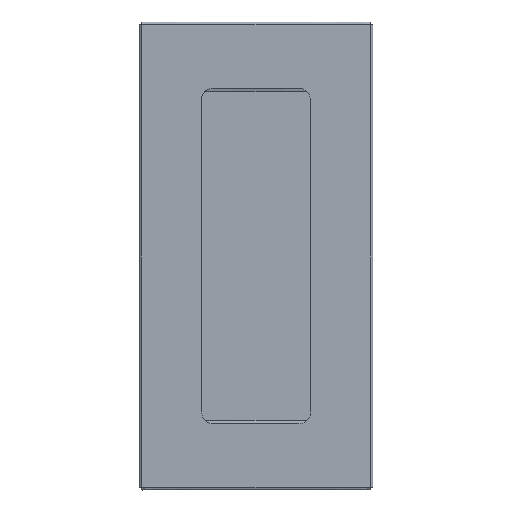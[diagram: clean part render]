
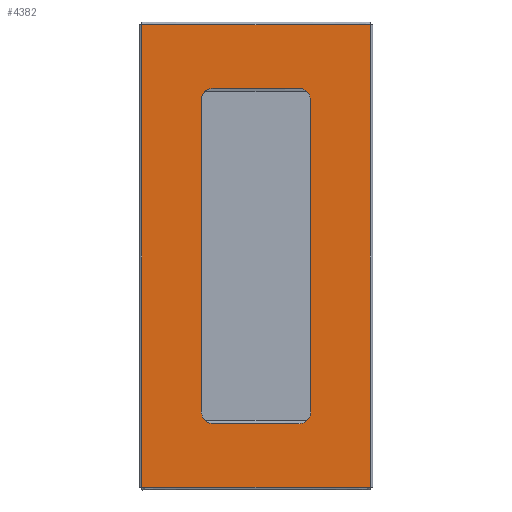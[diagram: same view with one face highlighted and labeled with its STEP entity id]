
A CAD part, front view. The second image highlights one B-rep face of the part: STEP entity #4382.
In plain terms, the highlighted free-form (B-spline) face has degree [1, 1] with [2, 2] control points.
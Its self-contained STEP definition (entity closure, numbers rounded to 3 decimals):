
#3356=CARTESIAN_POINT('',(-29.25,0.,59.25));
#3357=VERTEX_POINT('',#3356);
#3370=CARTESIAN_POINT('',(29.25,0.0,59.25));
#3371=VERTEX_POINT('',#3370);
#3372=CARTESIAN_POINT('',(-29.25,0.,59.25));
#3373=CARTESIAN_POINT('',(29.25,0.0,59.25));
#3374=QUASI_UNIFORM_CURVE('',1,(#3372,#3373),.UNSPECIFIED.,.F.,.U.);
#3375=EDGE_CURVE('',#3357,#3371,#3374,.T.);
#3479=CARTESIAN_POINT('',(29.25,0.,-59.25));
#3480=VERTEX_POINT('',#3479);
#3524=CARTESIAN_POINT('',(11.,0.0,43.));
#3525=VERTEX_POINT('',#3524);
#3526=CARTESIAN_POINT('',(-11.,0.0,43.));
#3527=VERTEX_POINT('',#3526);
#3528=CARTESIAN_POINT('',(11.,0.0,43.));
#3529=CARTESIAN_POINT('',(-11.,0.0,43.));
#3530=QUASI_UNIFORM_CURVE('',1,(#3528,#3529),.UNSPECIFIED.,.F.,.U.);
#3531=EDGE_CURVE('',#3525,#3527,#3530,.T.);
#3569=CARTESIAN_POINT('',(14.,0.0,40.));
#3570=VERTEX_POINT('',#3569);
#3571=CARTESIAN_POINT('',(14.,0.0,40.));
#3572=CARTESIAN_POINT('',(14.,0.0,40.27));
#3573=CARTESIAN_POINT('',(13.923,0.0,40.834));
#3574=CARTESIAN_POINT('',(13.612,0.0,41.538));
#3575=CARTESIAN_POINT('',(13.187,0.0,42.082));
#3576=CARTESIAN_POINT('',(12.664,0.0,42.533));
#3577=CARTESIAN_POINT('',(11.933,0.0,42.901));
#3578=CARTESIAN_POINT('',(11.319,0.0,43.));
#3579=CARTESIAN_POINT('',(11.,0.0,43.));
#3580=B_SPLINE_CURVE_WITH_KNOTS('',3,(#3571,#3572,#3573,#3574,#3575,#3576,#3577,#3578,#3579),.UNSPECIFIED.,.F.,.U.,(4,1,1,1,1,1,4),(0.,0.81,1.694,2.283,2.872,3.755,4.713),.UNSPECIFIED.);
#3581=EDGE_CURVE('',#3570,#3525,#3580,.T.);
#3611=CARTESIAN_POINT('',(14.,0.0,-40.));
#3612=VERTEX_POINT('',#3611);
#3613=CARTESIAN_POINT('',(14.,0.0,-40.));
#3614=CARTESIAN_POINT('',(14.,0.0,40.));
#3615=QUASI_UNIFORM_CURVE('',1,(#3613,#3614),.UNSPECIFIED.,.F.,.U.);
#3616=EDGE_CURVE('',#3612,#3570,#3615,.T.);
#3648=CARTESIAN_POINT('',(11.,0.0,-43.));
#3649=VERTEX_POINT('',#3648);
#3650=CARTESIAN_POINT('',(11.,0.0,-43.));
#3651=CARTESIAN_POINT('',(11.27,0.0,-43.));
#3652=CARTESIAN_POINT('',(11.834,0.0,-42.923));
#3653=CARTESIAN_POINT('',(12.538,0.0,-42.612));
#3654=CARTESIAN_POINT('',(13.121,0.0,-42.156));
#3655=CARTESIAN_POINT('',(13.56,0.0,-41.621));
#3656=CARTESIAN_POINT('',(13.909,0.0,-40.883));
#3657=CARTESIAN_POINT('',(14.,0.0,-40.319));
#3658=CARTESIAN_POINT('',(14.,0.0,-40.));
#3659=B_SPLINE_CURVE_WITH_KNOTS('',3,(#3650,#3651,#3652,#3653,#3654,#3655,#3656,#3657,#3658),.UNSPECIFIED.,.F.,.U.,(4,1,1,1,1,1,4),(0.,0.81,1.694,2.283,3.019,3.755,4.713),.UNSPECIFIED.);
#3660=EDGE_CURVE('',#3649,#3612,#3659,.T.);
#3690=CARTESIAN_POINT('',(-11.,0.0,-43.));
#3691=VERTEX_POINT('',#3690);
#3692=CARTESIAN_POINT('',(-11.,0.0,-43.));
#3693=CARTESIAN_POINT('',(11.,0.0,-43.));
#3694=QUASI_UNIFORM_CURVE('',1,(#3692,#3693),.UNSPECIFIED.,.F.,.U.);
#3695=EDGE_CURVE('',#3691,#3649,#3694,.T.);
#3727=CARTESIAN_POINT('',(-14.,0.0,-40.));
#3728=VERTEX_POINT('',#3727);
#3729=CARTESIAN_POINT('',(-14.,0.0,-40.));
#3730=CARTESIAN_POINT('',(-14.,0.0,-40.368));
#3731=CARTESIAN_POINT('',(-13.895,0.0,-40.932));
#3732=CARTESIAN_POINT('',(-13.551,0.0,-41.615));
#3733=CARTESIAN_POINT('',(-13.096,0.0,-42.199));
#3734=CARTESIAN_POINT('',(-12.496,0.0,-42.644));
#3735=CARTESIAN_POINT('',(-11.736,0.0,-42.937));
#3736=CARTESIAN_POINT('',(-11.27,0.0,-43.));
#3737=CARTESIAN_POINT('',(-11.,0.0,-43.));
#3738=B_SPLINE_CURVE_WITH_KNOTS('',3,(#3729,#3730,#3731,#3732,#3733,#3734,#3735,#3736,#3737),.UNSPECIFIED.,.F.,.U.,(4,1,1,1,1,1,4),(0.,1.104,1.694,2.283,3.313,3.903,4.713),.UNSPECIFIED.);
#3739=EDGE_CURVE('',#3728,#3691,#3738,.T.);
#3769=CARTESIAN_POINT('',(-14.,0.0,40.));
#3770=VERTEX_POINT('',#3769);
#3771=CARTESIAN_POINT('',(-14.,0.0,40.));
#3772=CARTESIAN_POINT('',(-14.,0.0,-40.));
#3773=QUASI_UNIFORM_CURVE('',1,(#3771,#3772),.UNSPECIFIED.,.F.,.U.);
#3774=EDGE_CURVE('',#3770,#3728,#3773,.T.);
#3806=CARTESIAN_POINT('',(-11.,0.0,43.));
#3807=CARTESIAN_POINT('',(-11.319,0.0,43.));
#3808=CARTESIAN_POINT('',(-11.883,0.0,42.909));
#3809=CARTESIAN_POINT('',(-12.576,0.0,42.581));
#3810=CARTESIAN_POINT('',(-13.121,0.0,42.156));
#3811=CARTESIAN_POINT('',(-13.56,0.0,41.621));
#3812=CARTESIAN_POINT('',(-13.909,0.0,40.883));
#3813=CARTESIAN_POINT('',(-14.,0.0,40.319));
#3814=CARTESIAN_POINT('',(-14.,0.0,40.));
#3815=B_SPLINE_CURVE_WITH_KNOTS('',3,(#3806,#3807,#3808,#3809,#3810,#3811,#3812,#3813,#3814),.UNSPECIFIED.,.F.,.U.,(4,1,1,1,1,1,4),(0.,0.957,1.694,2.283,3.019,3.755,4.713),.UNSPECIFIED.);
#3816=EDGE_CURVE('',#3527,#3770,#3815,.T.);
#3879=CARTESIAN_POINT('',(-29.25,0.,-59.25));
#3880=VERTEX_POINT('',#3879);
#3981=CARTESIAN_POINT('',(-29.25,0.,-59.25));
#3982=CARTESIAN_POINT('',(-29.25,0.,59.25));
#3983=QUASI_UNIFORM_CURVE('',1,(#3981,#3982),.UNSPECIFIED.,.F.,.U.);
#3984=EDGE_CURVE('',#3880,#3357,#3983,.T.);
#4156=CARTESIAN_POINT('',(29.25,0.,-59.25));
#4157=CARTESIAN_POINT('',(29.25,0.0,59.25));
#4158=QUASI_UNIFORM_CURVE('',1,(#4156,#4157),.UNSPECIFIED.,.F.,.U.);
#4159=EDGE_CURVE('',#3480,#3371,#4158,.T.);
#4357=CARTESIAN_POINT('',(-32.172,0.0,-65.169));
#4358=CARTESIAN_POINT('',(-32.172,0.0,65.169));
#4359=CARTESIAN_POINT('',(32.172,0.0,-65.169));
#4360=CARTESIAN_POINT('',(32.172,0.0,65.169));
#4361=B_SPLINE_SURFACE_WITH_KNOTS('',1,1,((#4357,#4359),(#4358,#4360)),.UNSPECIFIED.,.F.,.F.,.U.,(2,2),(2,2),(0.0,130.338),(0.0,64.344),.UNSPECIFIED.);
#4362=ORIENTED_EDGE('',*,*,#4159,.T.);
#4363=ORIENTED_EDGE('',*,*,#3375,.F.);
#4364=ORIENTED_EDGE('',*,*,#3984,.F.);
#4365=CARTESIAN_POINT('',(-29.25,0.,-59.25));
#4366=CARTESIAN_POINT('',(29.25,0.,-59.25));
#4367=QUASI_UNIFORM_CURVE('',1,(#4365,#4366),.UNSPECIFIED.,.F.,.U.);
#4368=EDGE_CURVE('',#3880,#3480,#4367,.T.);
#4369=ORIENTED_EDGE('',*,*,#4368,.T.);
#4370=EDGE_LOOP('',(#4362,#4363,#4364,#4369));
#4371=FACE_OUTER_BOUND('',#4370,.T.);
#4372=ORIENTED_EDGE('',*,*,#3774,.F.);
#4373=ORIENTED_EDGE('',*,*,#3816,.F.);
#4374=ORIENTED_EDGE('',*,*,#3531,.F.);
#4375=ORIENTED_EDGE('',*,*,#3581,.F.);
#4376=ORIENTED_EDGE('',*,*,#3616,.F.);
#4377=ORIENTED_EDGE('',*,*,#3660,.F.);
#4378=ORIENTED_EDGE('',*,*,#3695,.F.);
#4379=ORIENTED_EDGE('',*,*,#3739,.F.);
#4380=EDGE_LOOP('',(#4372,#4373,#4374,#4375,#4376,#4377,#4378,#4379));
#4381=FACE_BOUND('',#4380,.T.);
#4382=ADVANCED_FACE('',(#4371,#4381),#4361,.F.);
